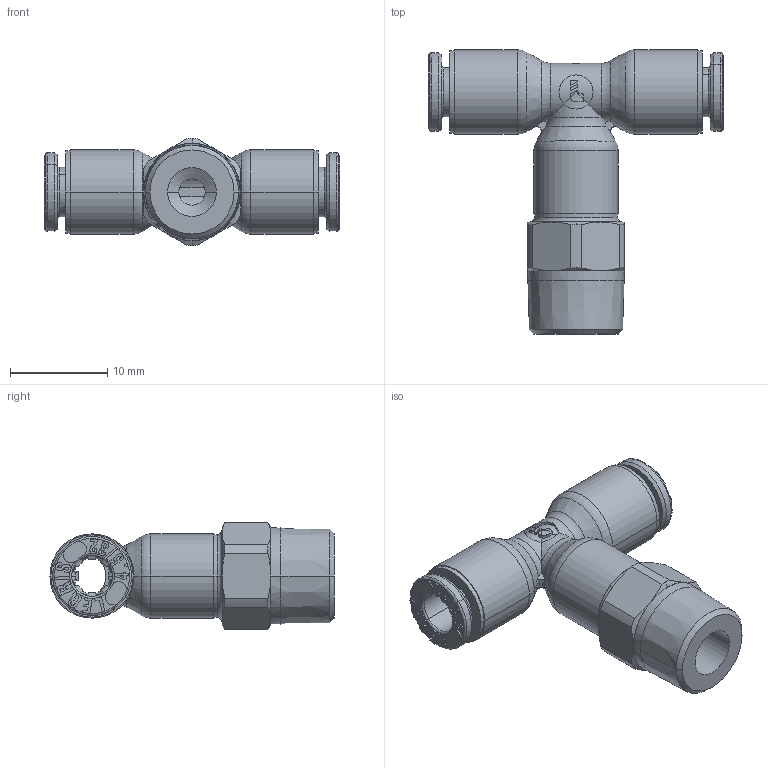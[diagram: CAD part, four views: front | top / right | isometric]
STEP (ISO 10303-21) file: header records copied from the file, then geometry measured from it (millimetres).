
FILE_DESCRIPTION(('STEP AP214'),'1');
FILE_NAME('6808_04_10.stp','2016-07-07T14:42:10',('TraceParts'),('TraceParts S.A.'),'Spatial InterOp 3D',' ',' ');
FILE_SCHEMA(('automotive_design'));
Length unit declared in the file: millimetre
Products named in the file (18): V808-04-10_ASM|Next assembly relationship#44104-64_ASM|Next assembly relationship#44104-26;44104-26; V808-04-10_ASM|Next assembly relationship#44104-64_ASM|Next assembly relationship#44104;44104; V808-04-10_ASM|Next assembly relationship#44104-64_ASM|Next assembly relationship#44104-27;44104-27; V808-04-10_ASM|Next assembly relationship#44104-64_ASM|Next assembly relationship#44124-20;44124-20; V808-04-10_ASM|Next assembly relationship#44524-04;44524-04; V808-04-10_ASM|Next assembly relationship#44104-11-10_ASS;44104-11-10_ASS; V808-04-10_ASM|Next assembly relationship#44104-11-10;44104-11-10; V808-04-10_ASM|Next assembly relationship#44310-14-69;44310-14-69
Bounding box: 30.38 x 29.18 x 11 mm (x, y, z)
Volume: 2104.9 mm3; surface area: 4400.5 mm2
Topology: 13 solids, 18 shells, 1505 faces, 3837 edges, 2393 vertices
Faces by surface type: plane 426, cylinder 297, torus 264, extrusion 198, cone 176, bspline 136, sphere 8
Entity records: 53206 total; most frequent: CARTESIAN_POINT 17948, ORIENTED_EDGE 7638, DIRECTION 6726, EDGE_CURVE 3829, AXIS2_PLACEMENT_3D 2505, VERTEX_POINT 2393, VECTOR 1716, EDGE_LOOP 1572
